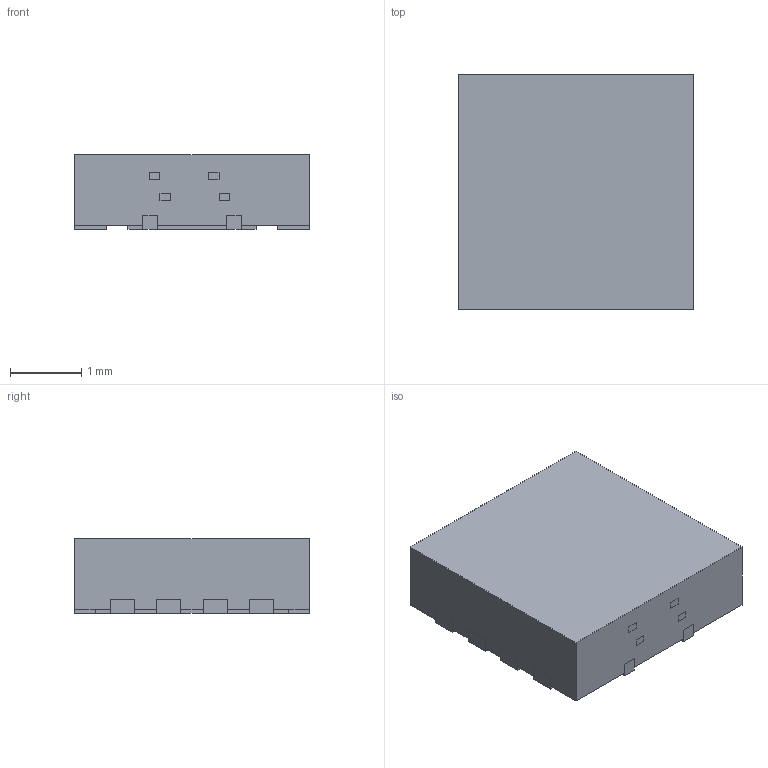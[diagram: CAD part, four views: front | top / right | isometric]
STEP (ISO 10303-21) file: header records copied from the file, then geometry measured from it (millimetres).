
FILE_DESCRIPTION((''),'2;1');
FILE_NAME('DPB0008A_ASM','2024-11-25T12:26:08',('a0414801'),(''),'CREO PARAMETRIC BY PTC INC, 2018500','CREO PARAMETRIC BY PTC INC, 2018500','');
FILE_SCHEMA(('AUTOMOTIVE_DESIGN { 1 0 10303 214 1 1 1 1 }'));
Length unit declared in the file: millimetre
Products named in the file (4): BODY-SON; FRAME-DPB0008A; DPB0008A_CLIP; DPB0008A_ASM
Assembly tree (3 placements, depth 2):
  DPB0008A_ASM
    BODY-SON
    FRAME-DPB0008A
    DPB0008A_CLIP
Bounding box: 3.3 x 3.3 x 1.05 mm (x, y, z)
Volume: 11.2 mm3; surface area: 65.8 mm2
Topology: 12 solids, 12 shells, 193 faces, 504 edges, 336 vertices
Faces by surface type: plane 193
Entity records: 7685 total; most frequent: CARTESIAN_POINT 1050, ORIENTED_EDGE 1008, DIRECTION 904, PRESENTATION_STYLE_ASSIGNMENT 524, STYLED_ITEM 516, VECTOR 504, LINE 504, CURVE_STYLE 504
